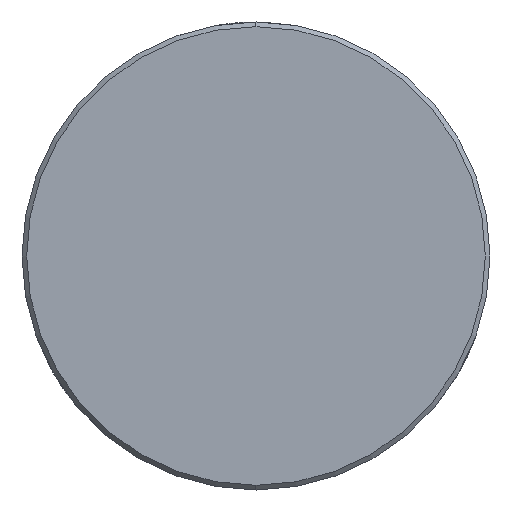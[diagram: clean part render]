
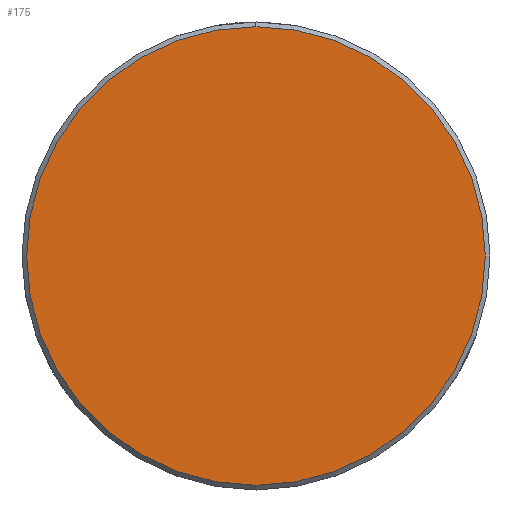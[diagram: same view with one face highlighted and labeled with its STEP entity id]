
A CAD part, left-side view. The second image highlights one B-rep face of the part: STEP entity #175.
In plain terms, the highlighted planar face has unit normal (-1, 0, 0).
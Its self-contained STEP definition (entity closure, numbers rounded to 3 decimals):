
#48 = EDGE_CURVE ( 'NONE', #66, #926, #832, .T. ) ;
#66 = VERTEX_POINT ( 'NONE', #436 ) ;
#126 = PLANE ( 'NONE',  #526 ) ;
#142 = CIRCLE ( 'NONE', #681, 14.7 ) ;
#175 = ADVANCED_FACE ( 'NONE', ( #360 ), #126, .F. ) ;
#342 = DIRECTION ( 'NONE',  ( -1., 0., 0. ) ) ;
#354 = CARTESIAN_POINT ( 'NONE',  ( -84.8, 0., 0. ) ) ;
#360 = FACE_OUTER_BOUND ( 'NONE', #1272, .T. ) ;
#436 = CARTESIAN_POINT ( 'NONE',  ( -84.8, 0., -14.7 ) ) ;
#457 = ORIENTED_EDGE ( 'NONE', *, *, #48, .T. ) ;
#493 = CARTESIAN_POINT ( 'NONE',  ( -84.8, 0., 0. ) ) ;
#526 = AXIS2_PLACEMENT_3D ( 'NONE', #1265, #1254, #546 ) ;
#546 = DIRECTION ( 'NONE',  ( 0., 0., -1. ) ) ;
#681 = AXIS2_PLACEMENT_3D ( 'NONE', #493, #682, #1203 ) ;
#682 = DIRECTION ( 'NONE',  ( -1., 0., 0. ) ) ;
#731 = DIRECTION ( 'NONE',  ( 0., 0., -1. ) ) ;
#832 = CIRCLE ( 'NONE', #1070, 14.7 ) ;
#926 = VERTEX_POINT ( 'NONE', #1065 ) ;
#991 = EDGE_CURVE ( 'NONE', #926, #66, #142, .T. ) ;
#1065 = CARTESIAN_POINT ( 'NONE',  ( -84.8, 0., 14.7 ) ) ;
#1070 = AXIS2_PLACEMENT_3D ( 'NONE', #354, #342, #731 ) ;
#1171 = ORIENTED_EDGE ( 'NONE', *, *, #991, .T. ) ;
#1203 = DIRECTION ( 'NONE',  ( 0., 0., -1. ) ) ;
#1254 = DIRECTION ( 'NONE',  ( 1., 0., 0. ) ) ;
#1265 = CARTESIAN_POINT ( 'NONE',  ( -84.8, -14.876, 14.876 ) ) ;
#1272 = EDGE_LOOP ( 'NONE', ( #457, #1171 ) ) ;
